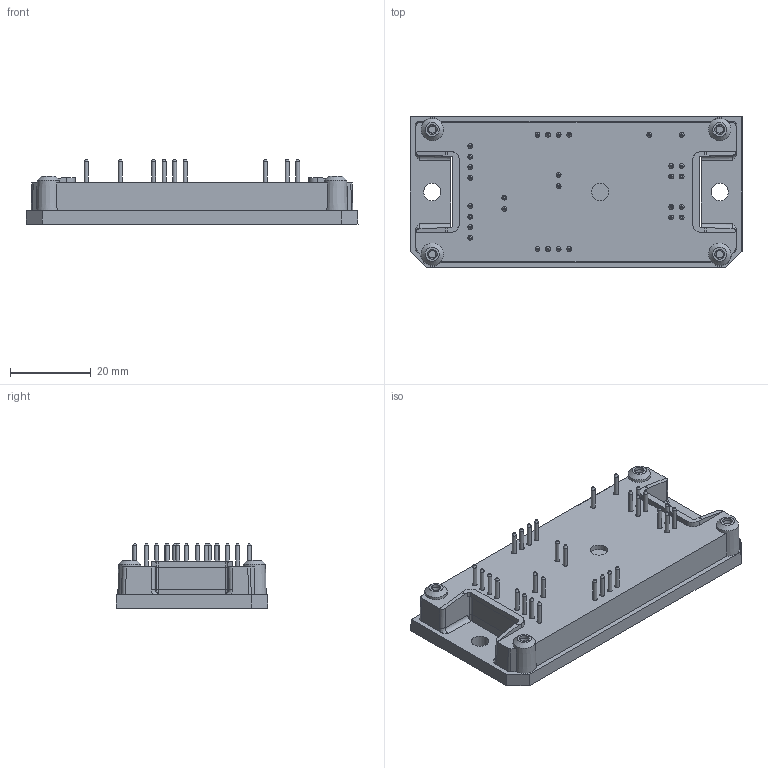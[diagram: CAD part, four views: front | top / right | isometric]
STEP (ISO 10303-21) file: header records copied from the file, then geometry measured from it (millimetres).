
FILE_DESCRIPTION( ( 'Unknown' ), '1' );
FILE_NAME( 'Part9.stp', 'Unknown', ( 'Unknown' ), ( 'Unknown' ), 'PSStep 17.0.49', 'Unknown', ' ' );
FILE_SCHEMA( ( 'AUTOMOTIVE_DESIGN { 1 0 10303 214 1 1 1 1 }' ) );
Length unit declared in the file: millimetre
Products named in the file (2): P-P257
Bounding box: 82 x 37.4 x 16.23 mm (x, y, z)
Volume: 25863 mm3; surface area: 11696.8 mm2
Topology: 2 solids, 2 shells, 339 faces, 816 edges, 547 vertices
Faces by surface type: plane 176, cylinder 113, cone 46, bspline 4
Full cylindrical faces by diameter (mm): 1 x30, 1.2 x30, 2.4 x4, 4.3 x3
Entity records: 11800 total; most frequent: CARTESIAN_POINT 1813, DIRECTION 1582, ORIENTED_EDGE 1256, AXIS2_PLACEMENT_3D 629, EDGE_CURVE 628, EDGE_LOOP 526, VERTEX_POINT 472, FACE_OUTER_BOUND 406
